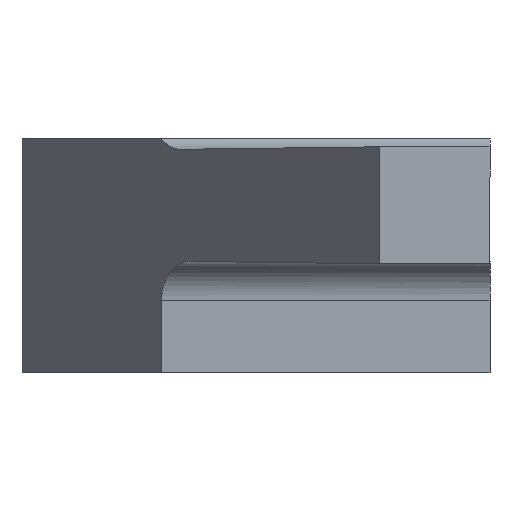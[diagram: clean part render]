
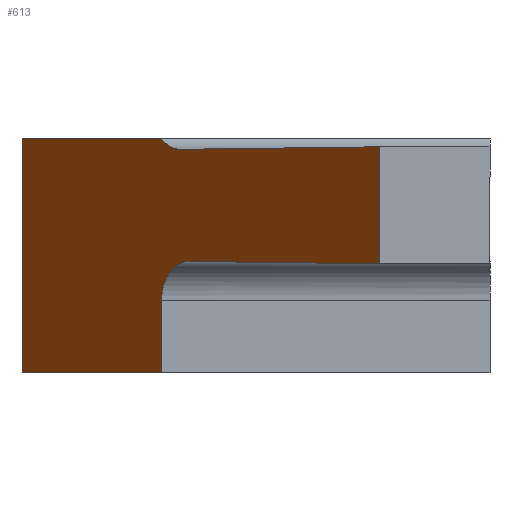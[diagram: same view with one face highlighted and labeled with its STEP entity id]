
A CAD part, left-side view. The second image highlights one B-rep face of the part: STEP entity #613.
In plain terms, the highlighted planar face has unit normal (-0.574, 0.819, 0).
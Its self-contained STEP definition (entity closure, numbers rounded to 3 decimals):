
#24 = ORIENTED_EDGE ( 'NONE', *, *, #565, .T. ) ;
#43 = VECTOR ( 'NONE', #553, 1000. ) ;
#81 = VECTOR ( 'NONE', #438, 1000. ) ;
#84 = VERTEX_POINT ( 'NONE', #694 ) ;
#104 = ORIENTED_EDGE ( 'NONE', *, *, #601, .T. ) ;
#106 = EDGE_CURVE ( 'NONE', #374, #435, #474, .T. ) ;
#114 = VERTEX_POINT ( 'NONE', #652 ) ;
#148 = EDGE_LOOP ( 'NONE', ( #104, #437, #359, #24, #750, #376, #681, #836, #378 ) ) ;
#151 = LINE ( 'NONE', #395, #802 ) ;
#163 = CARTESIAN_POINT ( 'NONE',  ( -3.5, 1.212, -0.569 ) ) ;
#188 = CARTESIAN_POINT ( 'NONE',  ( -4.004, 0.858, -0.069 ) ) ;
#202 = FACE_OUTER_BOUND ( 'NONE', #148, .T. ) ;
#203 = CARTESIAN_POINT ( 'NONE',  ( -0.946, 3., 1.5 ) ) ;
#220 = CARTESIAN_POINT ( 'NONE',  ( -3.5, 1.212, -1.5 ) ) ;
#273 =( BOUNDED_CURVE ( )  B_SPLINE_CURVE ( 3, ( #319, #340, #346, #318 ),
 .UNSPECIFIED., .F., .T. ) 
 B_SPLINE_CURVE_WITH_KNOTS ( ( 4, 4 ),
 ( 3.142, 4.721 ),
 .UNSPECIFIED. ) 
 CURVE ( )  GEOMETRIC_REPRESENTATION_ITEM ( )  RATIONAL_B_SPLINE_CURVE ( ( 1., 0.803, 0.803, 1. ) ) 
 REPRESENTATION_ITEM ( '' )  );
#288 = DIRECTION ( 'NONE',  ( -0.819, -0.574, -0.007 ) ) ;
#289 = CARTESIAN_POINT ( 'NONE',  ( -0.937, 3.006, -0.043 ) ) ;
#291 = LINE ( 'NONE', #326, #611 ) ;
#299 = DIRECTION ( 'NONE',  ( 0.819, 0.574, 0. ) ) ;
#302 = DIRECTION ( 'NONE',  ( 0.574, -0.819, 0. ) ) ;
#304 = CARTESIAN_POINT ( 'NONE',  ( -0.946, 3., 1.5 ) ) ;
#318 = CARTESIAN_POINT ( 'NONE',  ( -4.004, 0.858, -0.069 ) ) ;
#319 = CARTESIAN_POINT ( 'NONE',  ( -3.5, 1.212, -0.569 ) ) ;
#323 = PLANE ( 'NONE',  #431 ) ;
#325 = DIRECTION ( 'NONE',  ( 0., 0., 1. ) ) ;
#326 = CARTESIAN_POINT ( 'NONE',  ( -3.5, 1.212, 1.5 ) ) ;
#328 = CARTESIAN_POINT ( 'NONE',  ( -0.946, 3., 1.5 ) ) ;
#335 = CARTESIAN_POINT ( 'NONE',  ( -3.5, 1.212, 1.5 ) ) ;
#336 = CARTESIAN_POINT ( 'NONE',  ( -3.595, 1.145, 1.413 ) ) ;
#339 = VECTOR ( 'NONE', #525, 1000. ) ;
#340 = CARTESIAN_POINT ( 'NONE',  ( -3.5, 1.212, -0.275 ) ) ;
#346 = CARTESIAN_POINT ( 'NONE',  ( -3.709, 1.065, -0.067 ) ) ;
#350 = DIRECTION ( 'NONE',  ( 0.819, 0.574, -0.007 ) ) ;
#353 = CARTESIAN_POINT ( 'NONE',  ( -3.714, 1.061, 1.367 ) ) ;
#359 = ORIENTED_EDGE ( 'NONE', *, *, #513, .F. ) ;
#362 = CARTESIAN_POINT ( 'NONE',  ( -3.843, 0.972, 1.368 ) ) ;
#374 = VERTEX_POINT ( 'NONE', #377 ) ;
#376 = ORIENTED_EDGE ( 'NONE', *, *, #604, .T. ) ;
#377 = CARTESIAN_POINT ( 'NONE',  ( -7.5, -1.589, -0.1 ) ) ;
#378 = ORIENTED_EDGE ( 'NONE', *, *, #106, .T. ) ;
#385 = VERTEX_POINT ( 'NONE', #714 ) ;
#388 =( BOUNDED_CURVE ( )  B_SPLINE_CURVE ( 3, ( #362, #353, #336, #335 ),
 .UNSPECIFIED., .F., .T. ) 
 B_SPLINE_CURVE_WITH_KNOTS ( ( 4, 4 ),
 ( 1.562, 2.314 ),
 .UNSPECIFIED. ) 
 CURVE ( )  GEOMETRIC_REPRESENTATION_ITEM ( )  RATIONAL_B_SPLINE_CURVE ( ( 1., 0.953, 0.953, 1. ) ) 
 REPRESENTATION_ITEM ( '' )  );
#395 = CARTESIAN_POINT ( 'NONE',  ( -0.947, 2.999, 1.343 ) ) ;
#431 = AXIS2_PLACEMENT_3D ( 'NONE', #304, #302, #299 ) ;
#435 = VERTEX_POINT ( 'NONE', #666 ) ;
#437 = ORIENTED_EDGE ( 'NONE', *, *, #603, .T. ) ;
#438 = DIRECTION ( 'NONE',  ( 0., 0., -1. ) ) ;
#467 = LINE ( 'NONE', #328, #81 ) ;
#470 = LINE ( 'NONE', #533, #339 ) ;
#474 = LINE ( 'NONE', #672, #625 ) ;
#495 = EDGE_CURVE ( 'NONE', #114, #800, #847, .T. ) ;
#513 = EDGE_CURVE ( 'NONE', #852, #84, #470, .T. ) ;
#525 = DIRECTION ( 'NONE',  ( -0.819, -0.574, 0. ) ) ;
#533 = CARTESIAN_POINT ( 'NONE',  ( -0.946, 3., 1.5 ) ) ;
#553 = DIRECTION ( 'NONE',  ( -0.819, -0.574, 0. ) ) ;
#564 = CARTESIAN_POINT ( 'NONE',  ( -0.946, 3., -1.5 ) ) ;
#565 = EDGE_CURVE ( 'NONE', #852, #114, #467, .T. ) ;
#601 = EDGE_CURVE ( 'NONE', #435, #385, #151, .T. ) ;
#603 = EDGE_CURVE ( 'NONE', #385, #84, #388, .T. ) ;
#604 = EDGE_CURVE ( 'NONE', #800, #886, #291, .T. ) ;
#607 = EDGE_CURVE ( 'NONE', #886, #884, #273, .T. ) ;
#611 = VECTOR ( 'NONE', #325, 1000. ) ;
#613 = ADVANCED_FACE ( 'NONE', ( #202 ), #323, .F. ) ;
#621 = LINE ( 'NONE', #289, #640 ) ;
#625 = VECTOR ( 'NONE', #669, 1000. ) ;
#627 = EDGE_CURVE ( 'NONE', #884, #374, #621, .T. ) ;
#640 = VECTOR ( 'NONE', #288, 1000. ) ;
#652 = CARTESIAN_POINT ( 'NONE',  ( -0.946, 3., -1.5 ) ) ;
#666 = CARTESIAN_POINT ( 'NONE',  ( -7.5, -1.589, 1.4 ) ) ;
#669 = DIRECTION ( 'NONE',  ( 0., 0., 1. ) ) ;
#672 = CARTESIAN_POINT ( 'NONE',  ( -7.5, -1.589, 1.5 ) ) ;
#681 = ORIENTED_EDGE ( 'NONE', *, *, #607, .T. ) ;
#694 = CARTESIAN_POINT ( 'NONE',  ( -3.5, 1.212, 1.5 ) ) ;
#714 = CARTESIAN_POINT ( 'NONE',  ( -3.843, 0.972, 1.368 ) ) ;
#750 = ORIENTED_EDGE ( 'NONE', *, *, #495, .T. ) ;
#800 = VERTEX_POINT ( 'NONE', #220 ) ;
#802 = VECTOR ( 'NONE', #350, 1000. ) ;
#836 = ORIENTED_EDGE ( 'NONE', *, *, #627, .T. ) ;
#847 = LINE ( 'NONE', #564, #43 ) ;
#852 = VERTEX_POINT ( 'NONE', #203 ) ;
#884 = VERTEX_POINT ( 'NONE', #188 ) ;
#886 = VERTEX_POINT ( 'NONE', #163 ) ;
